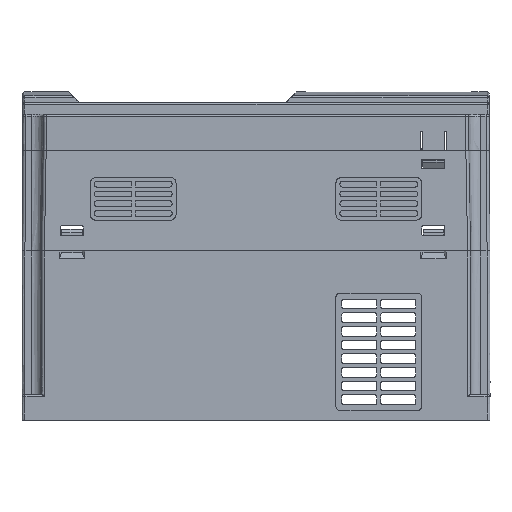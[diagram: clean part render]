
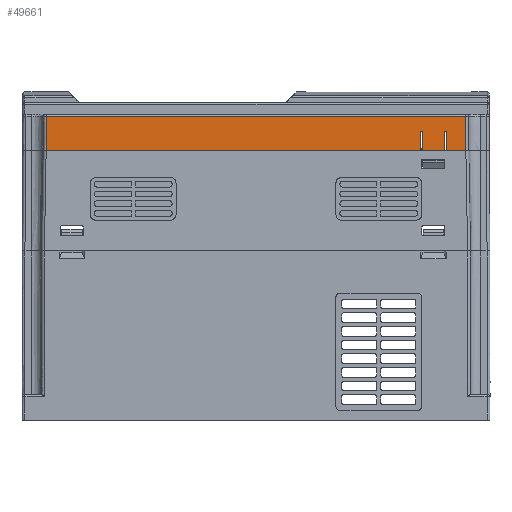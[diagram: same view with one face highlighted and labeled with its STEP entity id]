
A CAD part, left-side view. The second image highlights one B-rep face of the part: STEP entity #49661.
In plain terms, the highlighted planar face has unit normal (-1, 0, 0).
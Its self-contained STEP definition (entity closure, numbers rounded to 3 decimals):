
#9102 = CARTESIAN_POINT ( 'NONE',  ( -452.524, 12.452, 165.8 ) ) ;
#10708 = CARTESIAN_POINT ( 'NONE',  ( -452.524, 84.151, 165.8 ) ) ;
#11645 = DIRECTION ( 'NONE',  ( 0., 1., 0. ) ) ;
#17455 = VERTEX_POINT ( 'NONE', #155982 ) ;
#18240 = CARTESIAN_POINT ( 'NONE',  ( -452.524, 12.452, 165.8 ) ) ;
#18325 = EDGE_CURVE ( 'NONE', #81680, #145874, #57199, .T. ) ;
#19435 = DIRECTION ( 'NONE',  ( 0., -1., 0. ) ) ;
#20194 = DIRECTION ( 'NONE',  ( 0., 0., -1. ) ) ;
#20625 = CARTESIAN_POINT ( 'NONE',  ( -452.524, 22.5, 148.05 ) ) ;
#22118 = ORIENTED_EDGE ( 'NONE', *, *, #45874, .F. ) ;
#25035 = ORIENTED_EDGE ( 'NONE', *, *, #151619, .F. ) ;
#25846 = DIRECTION ( 'NONE',  ( 1., 0., 0. ) ) ;
#25890 = DIRECTION ( 'NONE',  ( 0., -1., 0. ) ) ;
#25979 = ORIENTED_EDGE ( 'NONE', *, *, #46130, .T. ) ;
#26390 = VERTEX_POINT ( 'NONE', #18240 ) ;
#29724 = ORIENTED_EDGE ( 'NONE', *, *, #118613, .F. ) ;
#30255 = LINE ( 'NONE', #68068, #92978 ) ;
#30968 = VECTOR ( 'NONE', #11645, 1000. ) ;
#33896 = CARTESIAN_POINT ( 'NONE',  ( -452.524, 12.452, 153.967 ) ) ;
#38237 = CARTESIAN_POINT ( 'NONE',  ( -452.524, 23., 158.05 ) ) ;
#40460 = CARTESIAN_POINT ( 'NONE',  ( -452.524, 227.548, 153.967 ) ) ;
#40910 = B_SPLINE_CURVE_WITH_KNOTS ( 'NONE', 3,
 ( #108816, #33896, #85709, #135101 ),
 .UNSPECIFIED., .F., .F.,
 ( 4, 4 ),
 ( 0., 1. ),
 .UNSPECIFIED. ) ;
#44831 = LINE ( 'NONE', #119718, #108504 ) ;
#44850 = ORIENTED_EDGE ( 'NONE', *, *, #90931, .T. ) ;
#45122 = LINE ( 'NONE', #68964, #140177 ) ;
#45874 = EDGE_CURVE ( 'NONE', #17455, #26390, #73842, .T. ) ;
#45897 = VECTOR ( 'NONE', #152829, 1000. ) ;
#46130 = EDGE_CURVE ( 'NONE', #80638, #72534, #45122, .T. ) ;
#48826 = VECTOR ( 'NONE', #20194, 1000. ) ;
#49661 = ADVANCED_FACE ( 'NONE', ( #100743 ), #52982, .F. ) ;
#50705 = CARTESIAN_POINT ( 'NONE',  ( -452.524, 23.5, 158.05 ) ) ;
#52982 = PLANE ( 'NONE',  #145579 ) ;
#57199 = LINE ( 'NONE', #80265, #48826 ) ;
#57749 = CARTESIAN_POINT ( 'NONE',  ( -452.524, 35.5, 156.925 ) ) ;
#63391 = VERTEX_POINT ( 'NONE', #87417 ) ;
#66873 = EDGE_CURVE ( 'NONE', #150856, #72534, #89447, .T. ) ;
#68068 = CARTESIAN_POINT ( 'NONE',  ( -452.524, 22.5, 156.925 ) ) ;
#68964 = CARTESIAN_POINT ( 'NONE',  ( -452.524, 35., 158.05 ) ) ;
#69580 = LINE ( 'NONE', #94298, #85619 ) ;
#72534 = VERTEX_POINT ( 'NONE', #143275 ) ;
#72957 = ORIENTED_EDGE ( 'NONE', *, *, #131313, .T. ) ;
#73437 = CARTESIAN_POINT ( 'NONE',  ( -452.524, 35.5, 148.05 ) ) ;
#73842 = B_SPLINE_CURVE_WITH_KNOTS ( 'NONE', 3,
 ( #97929, #122620, #10708, #9102 ),
 .UNSPECIFIED., .F., .F.,
 ( 4, 4 ),
 ( 0., 1. ),
 .UNSPECIFIED. ) ;
#74159 = LINE ( 'NONE', #124357, #30968 ) ;
#80265 = CARTESIAN_POINT ( 'NONE',  ( -452.524, 23.5, 156.925 ) ) ;
#80524 = DIRECTION ( 'NONE',  ( 0., -1., 0. ) ) ;
#80638 = VERTEX_POINT ( 'NONE', #82037 ) ;
#81034 = DIRECTION ( 'NONE',  ( 0., 1., 0. ) ) ;
#81680 = VERTEX_POINT ( 'NONE', #50705 ) ;
#82037 = CARTESIAN_POINT ( 'NONE',  ( -452.524, 35.5, 158.05 ) ) ;
#85619 = VECTOR ( 'NONE', #19435, 1000. ) ;
#85709 = CARTESIAN_POINT ( 'NONE',  ( -452.524, 12.452, 159.883 ) ) ;
#86819 = LINE ( 'NONE', #38237, #141989 ) ;
#87023 = CARTESIAN_POINT ( 'NONE',  ( -452.524, 23.5, 148.05 ) ) ;
#87417 = CARTESIAN_POINT ( 'NONE',  ( -452.524, 227.548, 148.05 ) ) ;
#88526 = ORIENTED_EDGE ( 'NONE', *, *, #66873, .F. ) ;
#89447 = LINE ( 'NONE', #140469, #45897 ) ;
#90931 = EDGE_CURVE ( 'NONE', #140660, #26390, #40910, .T. ) ;
#91133 = EDGE_CURVE ( 'NONE', #145874, #150856, #74159, .T. ) ;
#92978 = VECTOR ( 'NONE', #124493, 1000. ) ;
#94298 = CARTESIAN_POINT ( 'NONE',  ( -452.524, 231.85, 148.05 ) ) ;
#97929 = CARTESIAN_POINT ( 'NONE',  ( -452.524, 227.548, 165.8 ) ) ;
#100743 = FACE_OUTER_BOUND ( 'NONE', #126825, .T. ) ;
#102992 = CARTESIAN_POINT ( 'NONE',  ( -452.524, 227.548, 148.05 ) ) ;
#108504 = VECTOR ( 'NONE', #81034, 1000. ) ;
#108816 = CARTESIAN_POINT ( 'NONE',  ( -452.524, 12.452, 148.05 ) ) ;
#108859 = VECTOR ( 'NONE', #130218, 1000. ) ;
#109550 = EDGE_CURVE ( 'NONE', #147898, #63391, #44831, .T. ) ;
#109631 = ORIENTED_EDGE ( 'NONE', *, *, #109550, .F. ) ;
#113062 = EDGE_CURVE ( 'NONE', #147467, #124509, #30255, .T. ) ;
#113277 = CARTESIAN_POINT ( 'NONE',  ( -452.524, 34.5, 148.05 ) ) ;
#118613 = EDGE_CURVE ( 'NONE', #80638, #147898, #144983, .T. ) ;
#119718 = CARTESIAN_POINT ( 'NONE',  ( -452.524, 31.42, 148.05 ) ) ;
#120188 = CARTESIAN_POINT ( 'NONE',  ( -452.524, 227.548, 165.8 ) ) ;
#121102 = EDGE_CURVE ( 'NONE', #147467, #140660, #69580, .T. ) ;
#122620 = CARTESIAN_POINT ( 'NONE',  ( -452.524, 155.849, 165.8 ) ) ;
#124357 = CARTESIAN_POINT ( 'NONE',  ( -452.524, 120., 148.05 ) ) ;
#124493 = DIRECTION ( 'NONE',  ( 0., 0., 1. ) ) ;
#124509 = VERTEX_POINT ( 'NONE', #142759 ) ;
#126825 = EDGE_LOOP ( 'NONE', ( #88526, #133849, #144153, #72957, #139133, #129165, #44850, #22118, #25035, #109631, #29724, #25979 ) ) ;
#128881 = B_SPLINE_CURVE_WITH_KNOTS ( 'NONE', 3,
 ( #102992, #40460, #138390, #120188 ),
 .UNSPECIFIED., .F., .F.,
 ( 4, 4 ),
 ( 0., 1. ),
 .UNSPECIFIED. ) ;
#129165 = ORIENTED_EDGE ( 'NONE', *, *, #121102, .T. ) ;
#130218 = DIRECTION ( 'NONE',  ( 0., 0., -1. ) ) ;
#131313 = EDGE_CURVE ( 'NONE', #81680, #124509, #86819, .T. ) ;
#133849 = ORIENTED_EDGE ( 'NONE', *, *, #91133, .F. ) ;
#135101 = CARTESIAN_POINT ( 'NONE',  ( -452.524, 12.452, 165.8 ) ) ;
#138390 = CARTESIAN_POINT ( 'NONE',  ( -452.524, 227.548, 159.883 ) ) ;
#138587 = CARTESIAN_POINT ( 'NONE',  ( -452.524, 231.85, 147.676 ) ) ;
#139133 = ORIENTED_EDGE ( 'NONE', *, *, #113062, .F. ) ;
#140177 = VECTOR ( 'NONE', #80524, 1000. ) ;
#140469 = CARTESIAN_POINT ( 'NONE',  ( -452.524, 34.5, 156.925 ) ) ;
#140660 = VERTEX_POINT ( 'NONE', #144993 ) ;
#141032 = DIRECTION ( 'NONE',  ( 0., 0., 1. ) ) ;
#141989 = VECTOR ( 'NONE', #25890, 1000. ) ;
#142759 = CARTESIAN_POINT ( 'NONE',  ( -452.524, 22.5, 158.05 ) ) ;
#143275 = CARTESIAN_POINT ( 'NONE',  ( -452.524, 34.5, 158.05 ) ) ;
#144153 = ORIENTED_EDGE ( 'NONE', *, *, #18325, .F. ) ;
#144983 = LINE ( 'NONE', #57749, #108859 ) ;
#144993 = CARTESIAN_POINT ( 'NONE',  ( -452.524, 12.452, 148.05 ) ) ;
#145579 = AXIS2_PLACEMENT_3D ( 'NONE', #138587, #25846, #141032 ) ;
#145874 = VERTEX_POINT ( 'NONE', #87023 ) ;
#147467 = VERTEX_POINT ( 'NONE', #20625 ) ;
#147898 = VERTEX_POINT ( 'NONE', #73437 ) ;
#150856 = VERTEX_POINT ( 'NONE', #113277 ) ;
#151619 = EDGE_CURVE ( 'NONE', #63391, #17455, #128881, .T. ) ;
#152829 = DIRECTION ( 'NONE',  ( 0., 0., 1. ) ) ;
#155982 = CARTESIAN_POINT ( 'NONE',  ( -452.524, 227.548, 165.8 ) ) ;
